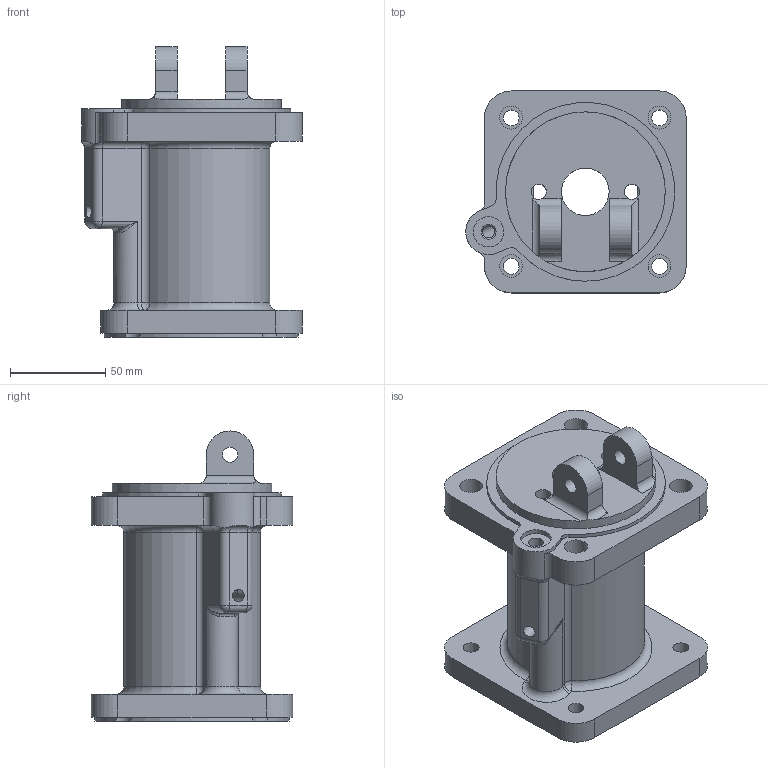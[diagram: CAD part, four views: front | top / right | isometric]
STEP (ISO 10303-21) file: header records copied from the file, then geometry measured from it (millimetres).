
FILE_DESCRIPTION(/* description */ (''),/* implementation_level */ '2;1');
FILE_NAME(/* name */ 'Part 098.stp',/* time_stamp */ '2015-03-02T17:25:11+02:00',/* author */ ('SFC'),/* organization */ (''),/* preprocessor_version */ 'ST-DEVELOPER v15.2',/* originating_system */ 'Autodesk Inventor 2014',/* authorisation */ '');
FILE_SCHEMA (('AUTOMOTIVE_DESIGN { 1 0 10303 214 3 1 1 }'));
Length unit declared in the file: millimetre
Products named in the file (1): Part 098
Bounding box: 115.82 x 106 x 152.5 mm (x, y, z)
Volume: 441929 mm3; surface area: 103746.6 mm2
Topology: 1 solids, 1 shells, 135 faces, 363 edges, 228 vertices
Faces by surface type: cylinder 71, plane 38, torus 13, sphere 8, cone 3, bspline 2
Full cylindrical faces by diameter (mm): 6.5 x2, 6.647 x1, 7.8 x1, 8 x4, 8.376 x4, 12 x4, 16 x1, 25 x1, 55 x1, 60 x1, 66 x1, 84 x1, 95 x1
Entity records: 4407 total; most frequent: CARTESIAN_POINT 1105, DIRECTION 715, ORIENTED_EDGE 614, EDGE_CURVE 307, AXIS2_PLACEMENT_3D 300, VERTEX_POINT 207, EDGE_LOOP 198, CIRCLE 162
